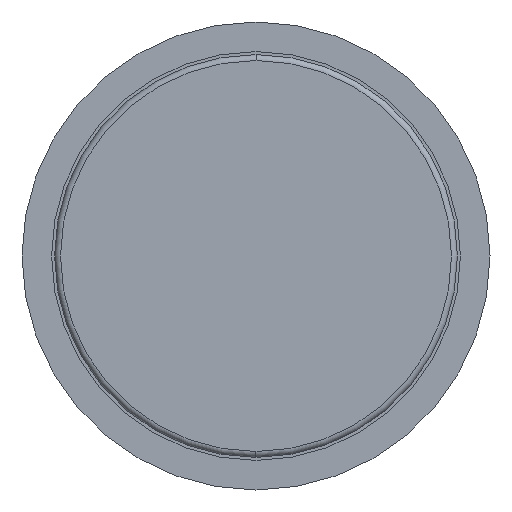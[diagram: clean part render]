
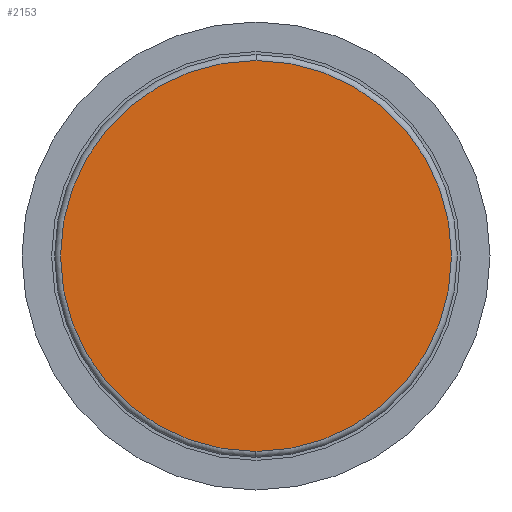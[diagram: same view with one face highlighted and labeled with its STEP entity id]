
A CAD part, front view. The second image highlights one B-rep face of the part: STEP entity #2153.
In plain terms, the highlighted planar face has unit normal (0, -1, 0).
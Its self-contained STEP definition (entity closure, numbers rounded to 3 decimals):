
#29 = CIRCLE ( 'NONE', #2277, 33. ) ;
#476 = AXIS2_PLACEMENT_3D ( 'NONE', #2013, #1826, #1502 ) ;
#645 = CARTESIAN_POINT ( 'NONE',  ( 0., 0., 0. ) ) ;
#666 = AXIS2_PLACEMENT_3D ( 'NONE', #965, #731, #2990 ) ;
#731 = DIRECTION ( 'NONE',  ( 0., -1., 0. ) ) ;
#965 = CARTESIAN_POINT ( 'NONE',  ( -33.366, 0., -33. ) ) ;
#1295 = EDGE_CURVE ( 'NONE', #1499, #1852, #1364, .T. ) ;
#1364 = CIRCLE ( 'NONE', #476, 33. ) ;
#1473 = DIRECTION ( 'NONE',  ( 0., 0., 1. ) ) ;
#1499 = VERTEX_POINT ( 'NONE', #3145 ) ;
#1502 = DIRECTION ( 'NONE',  ( 0., 0., 1. ) ) ;
#1826 = DIRECTION ( 'NONE',  ( 0., -1., 0. ) ) ;
#1852 = VERTEX_POINT ( 'NONE', #2496 ) ;
#2013 = CARTESIAN_POINT ( 'NONE',  ( 0., 0., 0. ) ) ;
#2034 = EDGE_CURVE ( 'NONE', #1852, #1499, #29, .T. ) ;
#2153 = ADVANCED_FACE ( 'NONE', ( #2219 ), #3216, .T. ) ;
#2219 = FACE_OUTER_BOUND ( 'NONE', #2825, .T. ) ;
#2277 = AXIS2_PLACEMENT_3D ( 'NONE', #645, #2975, #1473 ) ;
#2496 = CARTESIAN_POINT ( 'NONE',  ( 0., 0., -33. ) ) ;
#2825 = EDGE_LOOP ( 'NONE', ( #2857, #3114 ) ) ;
#2857 = ORIENTED_EDGE ( 'NONE', *, *, #1295, .T. ) ;
#2975 = DIRECTION ( 'NONE',  ( 0., -1., 0. ) ) ;
#2990 = DIRECTION ( 'NONE',  ( 1., 0., 0. ) ) ;
#3114 = ORIENTED_EDGE ( 'NONE', *, *, #2034, .T. ) ;
#3145 = CARTESIAN_POINT ( 'NONE',  ( 0., 0., 33. ) ) ;
#3216 = PLANE ( 'NONE',  #666 ) ;
